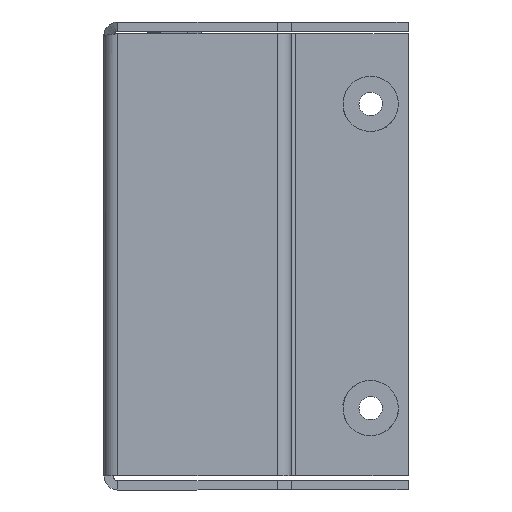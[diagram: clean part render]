
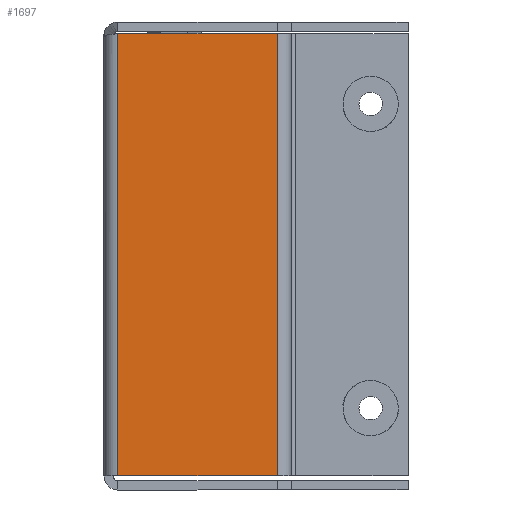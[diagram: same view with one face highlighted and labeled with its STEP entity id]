
A CAD part, left-side view. The second image highlights one B-rep face of the part: STEP entity #1697.
In plain terms, the highlighted planar face has unit normal (-1, 0, 0).
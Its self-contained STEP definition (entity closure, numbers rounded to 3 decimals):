
#22 = CARTESIAN_POINT ( 'NONE',  ( -186.5, -17., -471.5 ) ) ;
#70 = EDGE_CURVE ( 'NONE', #2028, #1952, #4421, .T. ) ;
#318 = DIRECTION ( 'NONE',  ( 0., 1., 0. ) ) ;
#430 = ORIENTED_EDGE ( 'NONE', *, *, #3922, .T. ) ;
#432 = LINE ( 'NONE', #5017, #3533 ) ;
#596 = VECTOR ( 'NONE', #318, 1000. ) ;
#712 = ORIENTED_EDGE ( 'NONE', *, *, #802, .T. ) ;
#802 = EDGE_CURVE ( 'NONE', #2060, #1952, #3620, .T. ) ;
#915 = FACE_OUTER_BOUND ( 'NONE', #1577, .T. ) ;
#1216 = CARTESIAN_POINT ( 'NONE',  ( -186.5, 0., 95.5 ) ) ;
#1223 = CARTESIAN_POINT ( 'NONE',  ( -186.5, 17., 1. ) ) ;
#1304 = CARTESIAN_POINT ( 'NONE',  ( -186.5, -17., 95.5 ) ) ;
#1312 = VERTEX_POINT ( 'NONE', #3088 ) ;
#1558 = DIRECTION ( 'NONE',  ( 0., 0., 1. ) ) ;
#1577 = EDGE_LOOP ( 'NONE', ( #430, #712, #3089, #2568 ) ) ;
#1697 = ADVANCED_FACE ( 'NONE', ( #915 ), #2890, .F. ) ;
#1731 = AXIS2_PLACEMENT_3D ( 'NONE', #2551, #4204, #3804 ) ;
#1815 = VECTOR ( 'NONE', #1558, 1000. ) ;
#1882 = CARTESIAN_POINT ( 'NONE',  ( -186.5, 17., 98. ) ) ;
#1952 = VERTEX_POINT ( 'NONE', #4819 ) ;
#2028 = VERTEX_POINT ( 'NONE', #1223 ) ;
#2060 = VERTEX_POINT ( 'NONE', #1304 ) ;
#2418 = EDGE_CURVE ( 'NONE', #1312, #2028, #432, .T. ) ;
#2551 = CARTESIAN_POINT ( 'NONE',  ( -186.5, 0., 0. ) ) ;
#2568 = ORIENTED_EDGE ( 'NONE', *, *, #2418, .F. ) ;
#2890 = PLANE ( 'NONE',  #1731 ) ;
#3088 = CARTESIAN_POINT ( 'NONE',  ( -186.5, -17., 1. ) ) ;
#3089 = ORIENTED_EDGE ( 'NONE', *, *, #70, .F. ) ;
#3129 = VECTOR ( 'NONE', #3815, 1000. ) ;
#3533 = VECTOR ( 'NONE', #4959, 1000. ) ;
#3620 = LINE ( 'NONE', #1216, #596 ) ;
#3804 = DIRECTION ( 'NONE',  ( 0., 1., 0. ) ) ;
#3815 = DIRECTION ( 'NONE',  ( 0., 0., 1. ) ) ;
#3922 = EDGE_CURVE ( 'NONE', #1312, #2060, #4211, .T. ) ;
#4204 = DIRECTION ( 'NONE',  ( 1., 0., 0. ) ) ;
#4211 = LINE ( 'NONE', #22, #3129 ) ;
#4421 = LINE ( 'NONE', #1882, #1815 ) ;
#4819 = CARTESIAN_POINT ( 'NONE',  ( -186.5, 17., 95.5 ) ) ;
#4959 = DIRECTION ( 'NONE',  ( 0., 1., 0. ) ) ;
#5017 = CARTESIAN_POINT ( 'NONE',  ( -186.5, -20., 1. ) ) ;
